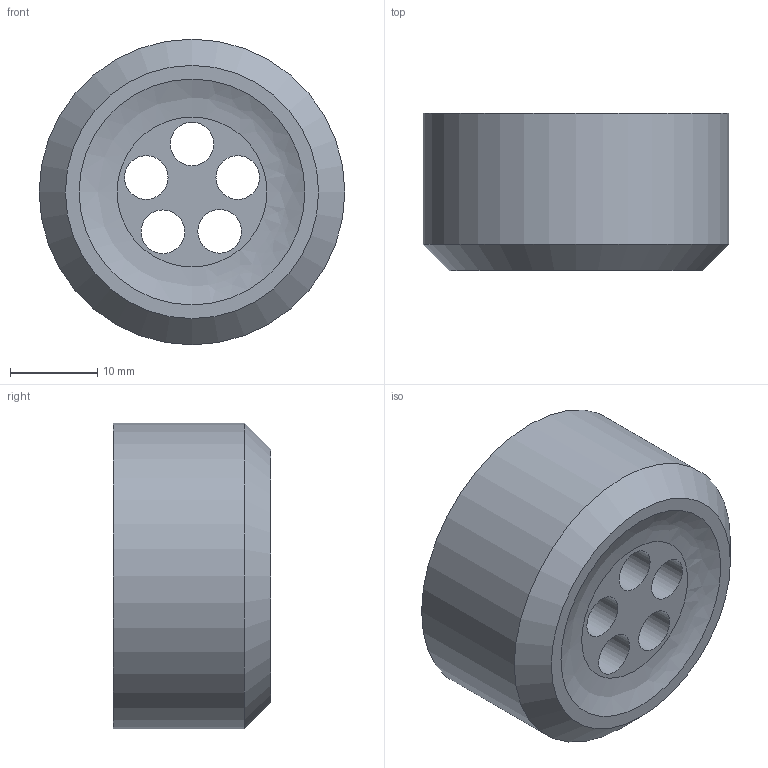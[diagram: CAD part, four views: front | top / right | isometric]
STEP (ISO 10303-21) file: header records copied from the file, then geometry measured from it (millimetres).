
FILE_DESCRIPTION(/* description */ (''),/* implementation_level */ '2;1');
FILE_NAME(/* name */ 'Phenobottle Culture Flask Cap.step',/* time_stamp */ '2020-03-24T12:01:30+11:00',/* author */ (''),/* organization */ (''),/* preprocessor_version */ 'ST-DEVELOPER v18',/* originating_system */ 'Autodesk Translation Framework v8.12.0.6',/* authorisation */ '');
FILE_SCHEMA (('AUTOMOTIVE_DESIGN { 1 0 10303 214 3 1 1 }'));
Length unit declared in the file: millimetre
Products named in the file (1): Phenobottle Cap
Bounding box: 35 x 18 x 35 mm (x, y, z)
Volume: 9667.7 mm3; surface area: 6920.5 mm2
Topology: 1 solids, 1 shells, 20 faces, 45 edges, 32 vertices
Faces by surface type: cylinder 10, plane 7, torus 1, bspline 1, cone 1
Full cylindrical faces by diameter (mm): 5 x5, 18 x1, 20 x2, 30 x1, 35 x1
Entity records: 666 total; most frequent: CARTESIAN_POINT 124, DIRECTION 119, ORIENTED_EDGE 90, AXIS2_PLACEMENT_3D 54, EDGE_CURVE 45, EDGE_LOOP 35, CIRCLE 34, VERTEX_POINT 32
